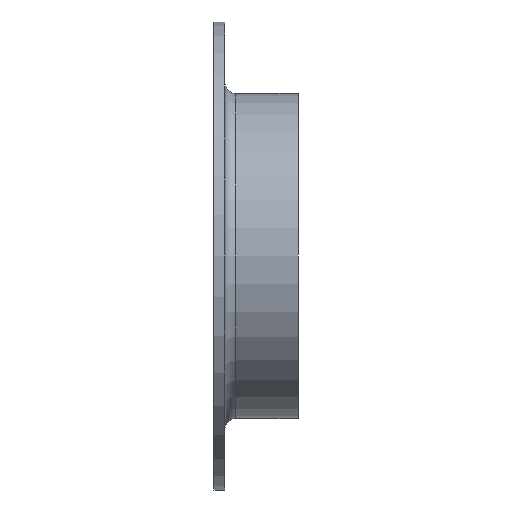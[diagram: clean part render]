
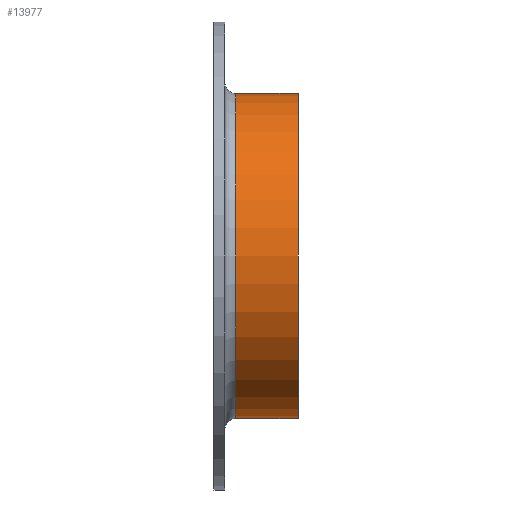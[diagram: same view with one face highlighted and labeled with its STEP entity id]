
A CAD part, front view. The second image highlights one B-rep face of the part: STEP entity #13977.
In plain terms, the highlighted cylindrical face has radius 44.45 mm (diameter 88.9 mm), a full revolution.
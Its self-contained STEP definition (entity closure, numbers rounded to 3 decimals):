
#1088 = FACE_OUTER_BOUND ( 'NONE', #3452, .T. ) ;
#1238 = AXIS2_PLACEMENT_3D ( 'NONE', #16702, #2626, #11595 ) ;
#1463 = CIRCLE ( 'NONE', #3078, 44.45 ) ;
#2626 = DIRECTION ( 'NONE',  ( -1., 0., 0. ) ) ;
#3078 = AXIS2_PLACEMENT_3D ( 'NONE', #6363, #11365, #15470 ) ;
#3452 = EDGE_LOOP ( 'NONE', ( #4446 ) ) ;
#4446 = ORIENTED_EDGE ( 'NONE', *, *, #9892, .T. ) ;
#4964 = ORIENTED_EDGE ( 'NONE', *, *, #15432, .T. ) ;
#6255 = FACE_OUTER_BOUND ( 'NONE', #9107, .T. ) ;
#6363 = CARTESIAN_POINT ( 'NONE',  ( 6., 0., 0. ) ) ;
#7532 = VERTEX_POINT ( 'NONE', #11352 ) ;
#7696 = VERTEX_POINT ( 'NONE', #12729 ) ;
#9107 = EDGE_LOOP ( 'NONE', ( #4964 ) ) ;
#9892 = EDGE_CURVE ( 'NONE', #7532, #7532, #1463, .T. ) ;
#10213 = CARTESIAN_POINT ( 'NONE',  ( 0., 0., 0. ) ) ;
#11352 = CARTESIAN_POINT ( 'NONE',  ( 6., 0., 44.45 ) ) ;
#11365 = DIRECTION ( 'NONE',  ( 1., 0., 0. ) ) ;
#11595 = DIRECTION ( 'NONE',  ( 0., 0., 1. ) ) ;
#12729 = CARTESIAN_POINT ( 'NONE',  ( 23., 0., 44.45 ) ) ;
#13977 = ADVANCED_FACE ( 'NONE', ( #1088, #6255 ), #16616, .T. ) ;
#14073 = AXIS2_PLACEMENT_3D ( 'NONE', #10213, #15362, #15443 ) ;
#14804 = CIRCLE ( 'NONE', #1238, 44.45 ) ;
#15362 = DIRECTION ( 'NONE',  ( -1., 0., 0. ) ) ;
#15432 = EDGE_CURVE ( 'NONE', #7696, #7696, #14804, .T. ) ;
#15443 = DIRECTION ( 'NONE',  ( 0., 0., 1. ) ) ;
#15470 = DIRECTION ( 'NONE',  ( 0., 0., 1. ) ) ;
#16616 = CYLINDRICAL_SURFACE ( 'NONE', #14073, 44.45 ) ;
#16702 = CARTESIAN_POINT ( 'NONE',  ( 23., 0., 0. ) ) ;
